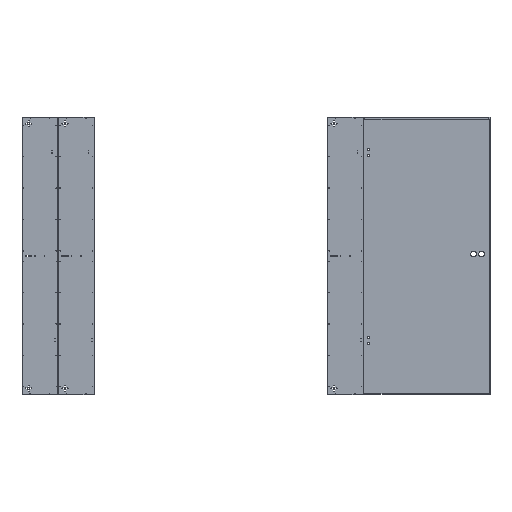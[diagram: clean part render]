
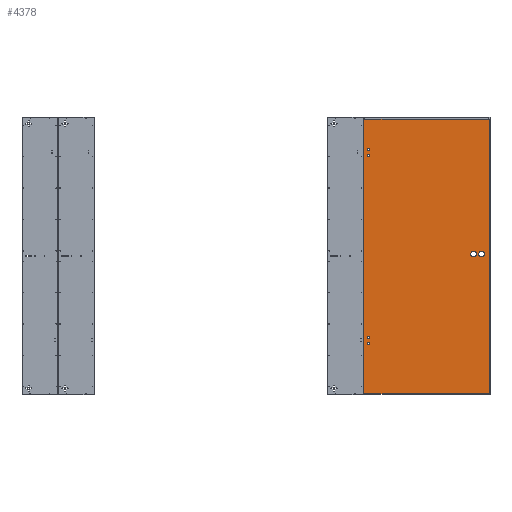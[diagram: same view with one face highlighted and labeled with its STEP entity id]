
A CAD part, front view. The second image highlights one B-rep face of the part: STEP entity #4378.
In plain terms, the highlighted planar face has unit normal (0, -1, 0).
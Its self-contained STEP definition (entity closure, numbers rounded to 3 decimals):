
#190=FACE_BOUND('',#1502,.T.);
#191=FACE_BOUND('',#1503,.T.);
#192=FACE_BOUND('',#1504,.T.);
#193=FACE_BOUND('',#1505,.T.);
#194=FACE_BOUND('',#1506,.T.);
#195=FACE_BOUND('',#1507,.T.);
#348=LINE('',#6905,#700);
#355=LINE('',#6918,#707);
#365=LINE('',#6938,#717);
#368=LINE('',#6944,#720);
#700=VECTOR('',#5573,10.);
#707=VECTOR('',#5582,10.);
#717=VECTOR('',#5598,10.);
#720=VECTOR('',#5605,10.);
#1192=FACE_OUTER_BOUND('',#1501,.T.);
#1501=EDGE_LOOP('',(#3298,#3299,#3300,#3301));
#1502=EDGE_LOOP('',(#3302));
#1503=EDGE_LOOP('',(#3303));
#1504=EDGE_LOOP('',(#3304));
#1505=EDGE_LOOP('',(#3305));
#1506=EDGE_LOOP('',(#3306));
#1507=EDGE_LOOP('',(#3307));
#1852=CIRCLE('',#4829,9.5);
#1853=CIRCLE('',#4830,22.5);
#1854=CIRCLE('',#4831,9.5);
#1855=CIRCLE('',#4832,22.5);
#1856=CIRCLE('',#4833,9.5);
#1857=CIRCLE('',#4834,9.5);
#2102=VERTEX_POINT('',#6902);
#2103=VERTEX_POINT('',#6904);
#2108=VERTEX_POINT('',#6916);
#2115=VERTEX_POINT('',#6936);
#2117=VERTEX_POINT('',#6945);
#2118=VERTEX_POINT('',#6947);
#2119=VERTEX_POINT('',#6949);
#2120=VERTEX_POINT('',#6951);
#2121=VERTEX_POINT('',#6953);
#2122=VERTEX_POINT('',#6955);
#2541=EDGE_CURVE('',#2102,#2103,#348,.T.);
#2548=EDGE_CURVE('',#2108,#2102,#355,.T.);
#2558=EDGE_CURVE('',#2115,#2108,#365,.T.);
#2561=EDGE_CURVE('',#2103,#2115,#368,.T.);
#2562=EDGE_CURVE('',#2117,#2117,#1852,.T.);
#2563=EDGE_CURVE('',#2118,#2118,#1853,.T.);
#2564=EDGE_CURVE('',#2119,#2119,#1854,.T.);
#2565=EDGE_CURVE('',#2120,#2120,#1855,.T.);
#2566=EDGE_CURVE('',#2121,#2121,#1856,.T.);
#2567=EDGE_CURVE('',#2122,#2122,#1857,.T.);
#3298=ORIENTED_EDGE('',*,*,#2558,.F.);
#3299=ORIENTED_EDGE('',*,*,#2561,.F.);
#3300=ORIENTED_EDGE('',*,*,#2541,.F.);
#3301=ORIENTED_EDGE('',*,*,#2548,.F.);
#3302=ORIENTED_EDGE('',*,*,#2562,.F.);
#3303=ORIENTED_EDGE('',*,*,#2563,.F.);
#3304=ORIENTED_EDGE('',*,*,#2564,.F.);
#3305=ORIENTED_EDGE('',*,*,#2565,.F.);
#3306=ORIENTED_EDGE('',*,*,#2566,.F.);
#3307=ORIENTED_EDGE('',*,*,#2567,.F.);
#4201=PLANE('',#4828);
#4378=ADVANCED_FACE('',(#1192,#190,#191,#192,#193,#194,#195),#4201,.F.);
#4828=AXIS2_PLACEMENT_3D('',#6943,#5603,#5604);
#4829=AXIS2_PLACEMENT_3D('',#6946,#5606,#5607);
#4830=AXIS2_PLACEMENT_3D('',#6948,#5608,#5609);
#4831=AXIS2_PLACEMENT_3D('',#6950,#5610,#5611);
#4832=AXIS2_PLACEMENT_3D('',#6952,#5612,#5613);
#4833=AXIS2_PLACEMENT_3D('',#6954,#5614,#5615);
#4834=AXIS2_PLACEMENT_3D('',#6956,#5616,#5617);
#5573=DIRECTION('',(0.,0.,1.));
#5582=DIRECTION('',(-1.,0.,0.));
#5598=DIRECTION('',(0.,0.,-1.));
#5603=DIRECTION('center_axis',(0.,1.,0.));
#5604=DIRECTION('ref_axis',(1.,0.,0.));
#5605=DIRECTION('',(1.,0.,0.));
#5606=DIRECTION('center_axis',(0.,-1.,0.));
#5607=DIRECTION('ref_axis',(1.,0.,0.));
#5608=DIRECTION('center_axis',(0.,-1.,0.));
#5609=DIRECTION('ref_axis',(1.,0.,0.));
#5610=DIRECTION('center_axis',(0.,-1.,0.));
#5611=DIRECTION('ref_axis',(1.,0.,0.));
#5612=DIRECTION('center_axis',(0.,-1.,0.));
#5613=DIRECTION('ref_axis',(1.,0.,0.));
#5614=DIRECTION('center_axis',(0.,-1.,0.));
#5615=DIRECTION('ref_axis',(1.,0.,0.));
#5616=DIRECTION('center_axis',(0.,-1.,0.));
#5617=DIRECTION('ref_axis',(1.,0.,0.));
#6902=CARTESIAN_POINT('',(278.5,0.,8.5));
#6904=CARTESIAN_POINT('',(278.5,0.,2102.5));
#6905=CARTESIAN_POINT('',(278.5,0.,531.25));
#6916=CARTESIAN_POINT('',(1234.5,0.,8.5));
#6918=CARTESIAN_POINT('',(996.25,0.,8.5));
#6936=CARTESIAN_POINT('',(1234.5,0.,2102.5));
#6938=CARTESIAN_POINT('',(1234.5,0.,1579.75));
#6943=CARTESIAN_POINT('Origin',(756.5,0.,1055.5));
#6944=CARTESIAN_POINT('',(516.75,0.,2102.5));
#6945=CARTESIAN_POINT('',(303.,0.,391.5));
#6946=CARTESIAN_POINT('Origin',(312.5,0.,391.5));
#6947=CARTESIAN_POINT('',(1092.5,0.,1075.));
#6948=CARTESIAN_POINT('Origin',(1115.,0.,1075.));
#6949=CARTESIAN_POINT('',(303.,0.,1826.5));
#6950=CARTESIAN_POINT('Origin',(312.5,0.,1826.5));
#6951=CARTESIAN_POINT('',(1153.5,0.,1075.));
#6952=CARTESIAN_POINT('Origin',(1176.,0.,1075.));
#6953=CARTESIAN_POINT('',(303.,0.,1871.5));
#6954=CARTESIAN_POINT('Origin',(312.5,0.,1871.5));
#6955=CARTESIAN_POINT('',(303.,0.,436.5));
#6956=CARTESIAN_POINT('Origin',(312.5,0.,436.5));
